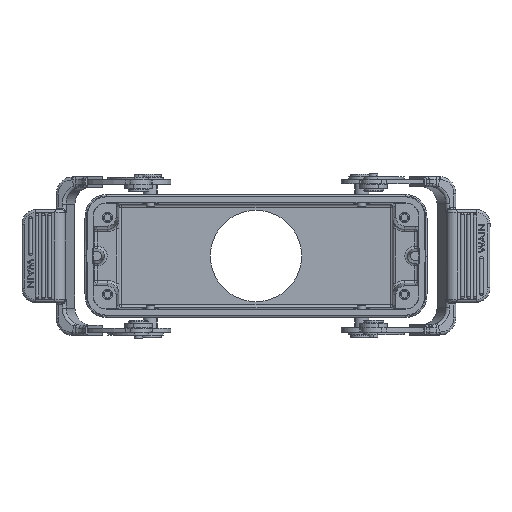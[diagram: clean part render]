
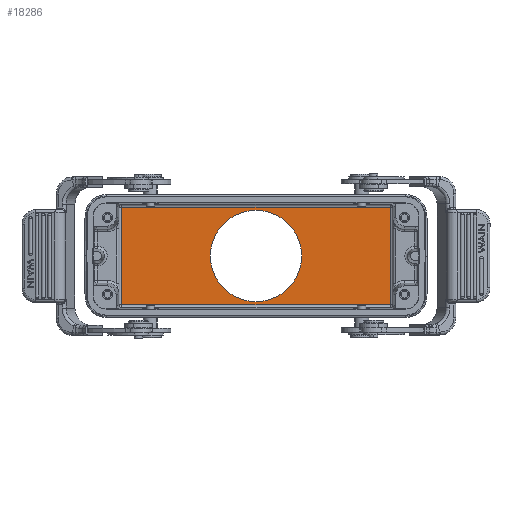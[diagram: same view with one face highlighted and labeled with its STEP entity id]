
A CAD part, front view. The second image highlights one B-rep face of the part: STEP entity #18286.
In plain terms, the highlighted planar face has unit normal (0, -1, 0).
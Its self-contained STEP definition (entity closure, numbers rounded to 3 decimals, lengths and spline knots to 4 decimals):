
#631=CARTESIAN_POINT('',(0.,2.0472,0.));
#632=DIRECTION('',(0.,-1.,0.));
#633=DIRECTION('',(1.,0.,0.));
#634=AXIS2_PLACEMENT_3D('',#631,#632,#633);
#636=CARTESIAN_POINT('',(0.,2.0472,0.));
#637=DIRECTION('',(0.,-1.,0.));
#638=DIRECTION('',(-1.,0.,0.));
#639=AXIS2_PLACEMENT_3D('',#636,#637,#638);
#641=DIRECTION('',(0.,0.,1.));
#642=VECTOR('',#641,1.3492);
#643=CARTESIAN_POINT('',(-1.8504,2.0472,
-0.6746));
#644=LINE('',#643,#642);
#11096=DIRECTION('',(-1.,0.,0.));
#11097=VECTOR('',#11096,3.7008);
#11098=CARTESIAN_POINT('',(1.8504,2.0472,
-0.6746));
#11099=LINE('',#11098,#11097);
#11123=DIRECTION('',(0.,0.,-1.));
#11124=VECTOR('',#11123,1.3492);
#11125=CARTESIAN_POINT('',(1.8504,2.0472,
0.6746));
#11126=LINE('',#11125,#11124);
#11146=DIRECTION('',(1.,0.,0.));
#11147=VECTOR('',#11146,3.7008);
#11148=CARTESIAN_POINT('',(-1.8504,2.0472,
0.6746));
#11149=LINE('',#11148,#11147);
#15904=CARTESIAN_POINT('',(0.6299,2.0472,
0.));
#15905=CARTESIAN_POINT('',(-0.6299,2.0472,
0.));
#15906=VERTEX_POINT('',#15904);
#15907=VERTEX_POINT('',#15905);
#15908=CARTESIAN_POINT('',(-1.8504,2.0472,
-0.6746));
#15909=CARTESIAN_POINT('',(-1.8504,2.0472,
0.6746));
#15910=VERTEX_POINT('',#15908);
#15911=VERTEX_POINT('',#15909);
#15912=CARTESIAN_POINT('',(1.8504,2.0472,
-0.6746));
#15913=VERTEX_POINT('',#15912);
#15914=CARTESIAN_POINT('',(1.8504,2.0472,
0.6746));
#15915=VERTEX_POINT('',#15914);
#18266=CARTESIAN_POINT('',(0.,2.0472,
0.));
#18267=DIRECTION('',(0.,1.,0.));
#18268=DIRECTION('',(1.,0.,0.));
#18269=AXIS2_PLACEMENT_3D('',#18266,#18267,#18268);
#18270=PLANE('',#18269);
#18272=ORIENTED_EDGE('',*,*,#18271,.T.);
#18274=ORIENTED_EDGE('',*,*,#18273,.T.);
#18276=ORIENTED_EDGE('',*,*,#18275,.T.);
#18278=ORIENTED_EDGE('',*,*,#18277,.T.);
#18279=EDGE_LOOP('',(#18272,#18274,#18276,#18278));
#18280=FACE_OUTER_BOUND('',#18279,.F.);
#18281=ORIENTED_EDGE('',*,*,#18256,.T.);
#18283=ORIENTED_EDGE('',*,*,#18282,.T.);
#18284=EDGE_LOOP('',(#18281,#18283));
#18285=FACE_BOUND('',#18284,.F.);
#18286=ADVANCED_FACE('',(#18280,#18285),#18270,.F.);
#635=CIRCLE('',#634,0.6299);
#640=CIRCLE('',#639,0.6299);
#18256=EDGE_CURVE('',#15906,#15907,#635,.T.);
#18271=EDGE_CURVE('',#15910,#15911,#644,.T.);
#18273=EDGE_CURVE('',#15911,#15915,#11149,.T.);
#18275=EDGE_CURVE('',#15915,#15913,#11126,.T.);
#18277=EDGE_CURVE('',#15913,#15910,#11099,.T.);
#18282=EDGE_CURVE('',#15907,#15906,#640,.T.);
